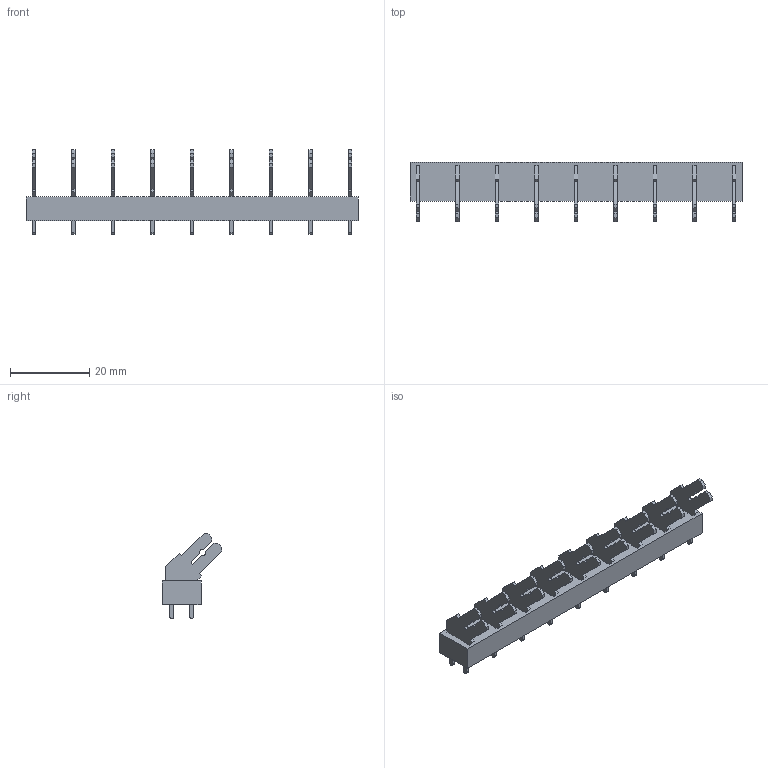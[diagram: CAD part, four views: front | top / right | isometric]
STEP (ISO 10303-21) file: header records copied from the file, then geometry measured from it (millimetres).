
FILE_DESCRIPTION(('CATIA V5 STEP Exchange','CAx-IF Rec.Pracs.--- Model Styling and Organization---1.2---2011-12-15'),'2;1');
FILE_NAME ('D1464994_0_9512160000_9512160000.stp','2018-08-31T15:24:44+00:00',('none'),('Weidmueller'),'CATIA Version 5-6 Release 2014','CATIA V5 STEP AP214','none');
FILE_SCHEMA(('AUTOMOTIVE_DESIGN { 1 0 10303 214 1 1 1 1 }'));
Length unit declared in the file: millimetre
Products named in the file (1): 9512160000
Bounding box: 84 x 15.01 x 21.5 mm (x, y, z)
Volume: 5611.3 mm3; surface area: 5763.9 mm2
Topology: 10 solids, 10 shells, 366 faces, 1074 edges, 728 vertices
Faces by surface type: plane 321, cylinder 45
Entity records: 10583 total; most frequent: ORIENTED_EDGE 2148, CARTESIAN_POINT 1878, DIRECTION 1224, EDGE_CURVE 1074, VECTOR 984, LINE 984, VERTEX_POINT 728, EDGE_LOOP 402
